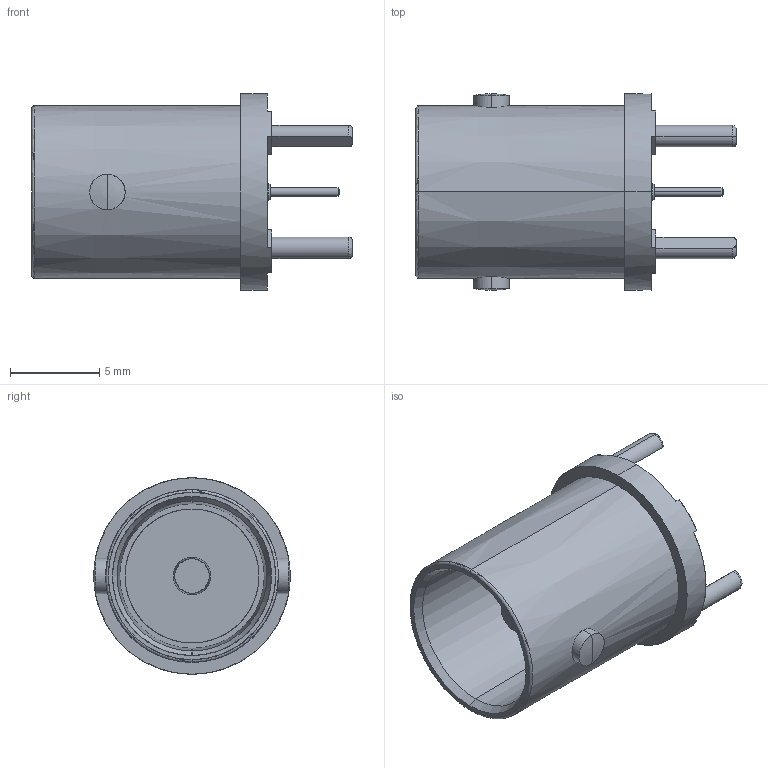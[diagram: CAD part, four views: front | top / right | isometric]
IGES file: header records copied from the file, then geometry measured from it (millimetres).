
Start section: SolidWorks IGES file using analytic representation for surfaces
Global section: file name: 2009-01-2384igs.IGS; native system: SolidWorks 2008; preprocessor: SolidWorks 2008; author: pan_xj; date: 090713.155509; units: millimetre
Bounding box: 17.95 x 11 x 11 mm (x, y, z)
Surface area: 924.5 mm2 (no closed solid volume)
Topology: 0 solids, 0 shells, 92 faces, 1011 edges, 1009 vertices
Faces by surface type: bspline 47, revolution 45
